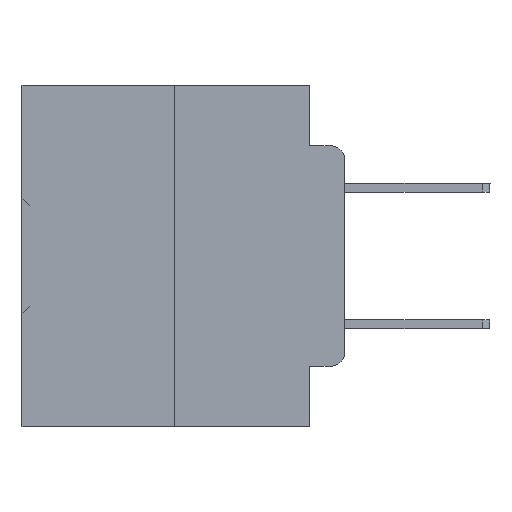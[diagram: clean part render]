
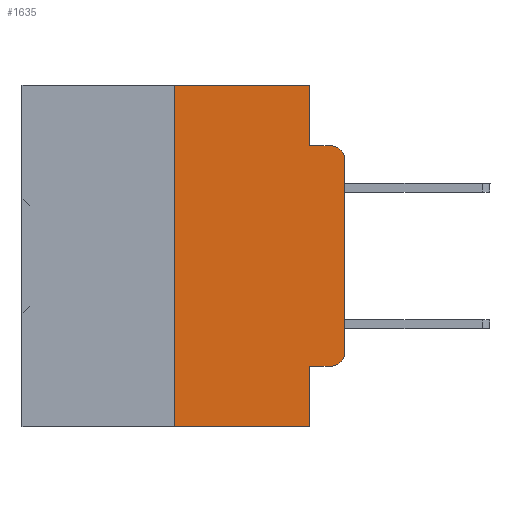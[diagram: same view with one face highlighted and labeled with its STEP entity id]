
A CAD part, left-side view. The second image highlights one B-rep face of the part: STEP entity #1635.
In plain terms, the highlighted planar face has unit normal (-1, 0, 0).
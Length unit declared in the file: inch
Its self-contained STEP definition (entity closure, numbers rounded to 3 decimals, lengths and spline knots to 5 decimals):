
#554 = EDGE_CURVE ( 'NONE', #35804, #18884, #28338, .T. ) ;
#1635 = ADVANCED_FACE ( 'NONE', ( #4345 ), #37106, .F. ) ;
#1999 = DIRECTION ( 'NONE',  ( 0., 0., -1. ) ) ;
#2043 = CARTESIAN_POINT ( 'NONE',  ( 0., 0., -0.3915 ) ) ;
#2330 = ORIENTED_EDGE ( 'NONE', *, *, #26648, .F. ) ;
#2610 = ORIENTED_EDGE ( 'NONE', *, *, #4900, .T. ) ;
#2708 = CARTESIAN_POINT ( 'NONE',  ( 0., 0.473, -0.5 ) ) ;
#2787 = EDGE_CURVE ( 'NONE', #18884, #35265, #23217, .T. ) ;
#2895 = DIRECTION ( 'NONE',  ( 0., -1., 0. ) ) ;
#3041 = VERTEX_POINT ( 'NONE', #5058 ) ;
#3086 = CIRCLE ( 'NONE', #28930, 0.02 ) ;
#3682 = DIRECTION ( 'NONE',  ( 0., 0., -1. ) ) ;
#3890 = AXIS2_PLACEMENT_3D ( 'NONE', #24774, #36545, #4543 ) ;
#4269 = DIRECTION ( 'NONE',  ( 0., 0., -1. ) ) ;
#4345 = FACE_OUTER_BOUND ( 'NONE', #24127, .T. ) ;
#4543 = DIRECTION ( 'NONE',  ( 0., 0., -1. ) ) ;
#4900 = EDGE_CURVE ( 'NONE', #31945, #35804, #34127, .T. ) ;
#5058 = CARTESIAN_POINT ( 'NONE',  ( 0., 0.051, -0.5 ) ) ;
#5306 = ORIENTED_EDGE ( 'NONE', *, *, #10811, .F. ) ;
#7894 = CARTESIAN_POINT ( 'NONE',  ( 0., 0.051, -0.0885 ) ) ;
#8484 = EDGE_CURVE ( 'NONE', #12648, #28503, #22310, .T. ) ;
#8708 = ORIENTED_EDGE ( 'NONE', *, *, #2787, .T. ) ;
#9523 = EDGE_CURVE ( 'NONE', #37835, #3041, #31795, .T. ) ;
#10054 = DIRECTION ( 'NONE',  ( -1., 0., 0. ) ) ;
#10254 = DIRECTION ( 'NONE',  ( 0., -1., 0. ) ) ;
#10749 = VECTOR ( 'NONE', #31691, 39.37008 ) ;
#10811 = EDGE_CURVE ( 'NONE', #16245, #28243, #21835, .T. ) ;
#12648 = VERTEX_POINT ( 'NONE', #7894 ) ;
#13149 = CARTESIAN_POINT ( 'NONE',  ( 0., 0.02, -0.1085 ) ) ;
#13618 = ORIENTED_EDGE ( 'NONE', *, *, #22482, .F. ) ;
#14877 = VECTOR ( 'NONE', #36896, 39.37008 ) ;
#16086 = DIRECTION ( 'NONE',  ( -1., 0., 0. ) ) ;
#16156 = DIRECTION ( 'NONE',  ( 0., -1., 0. ) ) ;
#16245 = VERTEX_POINT ( 'NONE', #18458 ) ;
#16332 = ORIENTED_EDGE ( 'NONE', *, *, #554, .T. ) ;
#16582 = DIRECTION ( 'NONE',  ( 0., -1., 0. ) ) ;
#16660 = VECTOR ( 'NONE', #22809, 39.37008 ) ;
#16848 = ORIENTED_EDGE ( 'NONE', *, *, #23008, .T. ) ;
#17391 = VECTOR ( 'NONE', #16156, 39.37008 ) ;
#18458 = CARTESIAN_POINT ( 'NONE',  ( 0., 0.25, 0. ) ) ;
#18884 = VERTEX_POINT ( 'NONE', #2043 ) ;
#19487 = CARTESIAN_POINT ( 'NONE',  ( 0., 0.051, -0.4115 ) ) ;
#20543 = CARTESIAN_POINT ( 'NONE',  ( 0., 0., 0. ) ) ;
#21835 = LINE ( 'NONE', #25461, #35395 ) ;
#21990 = VECTOR ( 'NONE', #16582, 39.37008 ) ;
#22310 = LINE ( 'NONE', #30965, #17391 ) ;
#22482 = EDGE_CURVE ( 'NONE', #37835, #16245, #27283, .T. ) ;
#22809 = DIRECTION ( 'NONE',  ( 0., 0., -1. ) ) ;
#23008 = EDGE_CURVE ( 'NONE', #35265, #28503, #3086, .T. ) ;
#23095 = ORIENTED_EDGE ( 'NONE', *, *, #24724, .F. ) ;
#23182 = CARTESIAN_POINT ( 'NONE',  ( 0., 0.02, -0.0885 ) ) ;
#23217 = LINE ( 'NONE', #20543, #10749 ) ;
#24127 = EDGE_LOOP ( 'NONE', ( #8708, #16848, #26703, #2330, #5306, #13618, #32621, #23095, #2610, #16332 ) ) ;
#24724 = EDGE_CURVE ( 'NONE', #31945, #3041, #29173, .T. ) ;
#24774 = CARTESIAN_POINT ( 'NONE',  ( 0., 0.473, 0. ) ) ;
#25461 = CARTESIAN_POINT ( 'NONE',  ( 0., 0.473, 0. ) ) ;
#25701 = CARTESIAN_POINT ( 'NONE',  ( 0., 0.02, -0.3915 ) ) ;
#26538 = CARTESIAN_POINT ( 'NONE',  ( 0., 0.051, 0. ) ) ;
#26648 = EDGE_CURVE ( 'NONE', #28243, #12648, #27188, .T. ) ;
#26703 = ORIENTED_EDGE ( 'NONE', *, *, #8484, .F. ) ;
#27188 = LINE ( 'NONE', #35879, #35281 ) ;
#27283 = LINE ( 'NONE', #27647, #14877 ) ;
#27647 = CARTESIAN_POINT ( 'NONE',  ( 0., 0.25, 0. ) ) ;
#28243 = VERTEX_POINT ( 'NONE', #26538 ) ;
#28338 = CIRCLE ( 'NONE', #33274, 0.02 ) ;
#28503 = VERTEX_POINT ( 'NONE', #23182 ) ;
#28592 = CARTESIAN_POINT ( 'NONE',  ( 0., 0.051, 0. ) ) ;
#28930 = AXIS2_PLACEMENT_3D ( 'NONE', #13149, #10054, #4269 ) ;
#29173 = LINE ( 'NONE', #28592, #16660 ) ;
#30965 = CARTESIAN_POINT ( 'NONE',  ( 0., 0.051, -0.0885 ) ) ;
#31691 = DIRECTION ( 'NONE',  ( 0., 0., 1. ) ) ;
#31795 = LINE ( 'NONE', #2708, #35940 ) ;
#31945 = VERTEX_POINT ( 'NONE', #32250 ) ;
#32250 = CARTESIAN_POINT ( 'NONE',  ( 0., 0.051, -0.4115 ) ) ;
#32621 = ORIENTED_EDGE ( 'NONE', *, *, #9523, .T. ) ;
#33274 = AXIS2_PLACEMENT_3D ( 'NONE', #25701, #16086, #1999 ) ;
#34127 = LINE ( 'NONE', #19487, #21990 ) ;
#34390 = CARTESIAN_POINT ( 'NONE',  ( 0., 0.25, -0.5 ) ) ;
#35265 = VERTEX_POINT ( 'NONE', #36993 ) ;
#35281 = VECTOR ( 'NONE', #3682, 39.37008 ) ;
#35395 = VECTOR ( 'NONE', #10254, 39.37008 ) ;
#35804 = VERTEX_POINT ( 'NONE', #37541 ) ;
#35879 = CARTESIAN_POINT ( 'NONE',  ( 0., 0.051, 0. ) ) ;
#35940 = VECTOR ( 'NONE', #2895, 39.37008 ) ;
#36545 = DIRECTION ( 'NONE',  ( 1., 0., 0. ) ) ;
#36896 = DIRECTION ( 'NONE',  ( 0., 0., 1. ) ) ;
#36993 = CARTESIAN_POINT ( 'NONE',  ( 0., 0., -0.1085 ) ) ;
#37106 = PLANE ( 'NONE',  #3890 ) ;
#37541 = CARTESIAN_POINT ( 'NONE',  ( 0., 0.02, -0.4115 ) ) ;
#37835 = VERTEX_POINT ( 'NONE', #34390 ) ;
